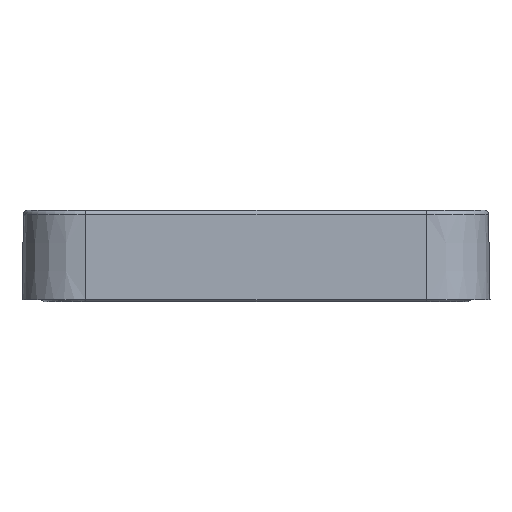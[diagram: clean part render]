
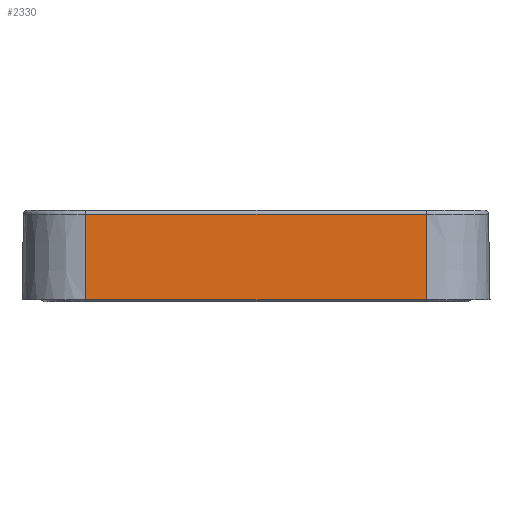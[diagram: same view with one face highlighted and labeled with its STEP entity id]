
A CAD part, left-side view. The second image highlights one B-rep face of the part: STEP entity #2330.
In plain terms, the highlighted planar face has unit normal (-1, 0, 0.018).
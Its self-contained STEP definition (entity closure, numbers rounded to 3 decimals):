
#235 = CARTESIAN_POINT ( 'NONE',  ( -74.93, -19., 4.009 ) ) ;
#347 = VECTOR ( 'NONE', #4155, 1000. ) ;
#459 = PLANE ( 'NONE',  #2052 ) ;
#491 = VERTEX_POINT ( 'NONE', #235 ) ;
#548 = VERTEX_POINT ( 'NONE', #1692 ) ;
#717 = CARTESIAN_POINT ( 'NONE',  ( -75., 19., 0. ) ) ;
#857 = DIRECTION ( 'NONE',  ( 0., -1., 0. ) ) ;
#889 = VERTEX_POINT ( 'NONE', #3293 ) ;
#1387 = DIRECTION ( 'NONE',  ( 0., 1., 0. ) ) ;
#1602 = EDGE_CURVE ( 'NONE', #5347, #889, #6280, .T. ) ;
#1692 = CARTESIAN_POINT ( 'NONE',  ( -75.096, -19., -5.5 ) ) ;
#2052 = AXIS2_PLACEMENT_3D ( 'NONE', #2775, #6779, #3353 ) ;
#2222 = EDGE_CURVE ( 'NONE', #548, #491, #6910, .T. ) ;
#2261 = FACE_OUTER_BOUND ( 'NONE', #5801, .T. ) ;
#2330 = ADVANCED_FACE ( 'NONE', ( #2261 ), #459, .T. ) ;
#2348 = VECTOR ( 'NONE', #857, 1000. ) ;
#2754 = EDGE_CURVE ( 'NONE', #5347, #548, #6905, .T. ) ;
#2775 = CARTESIAN_POINT ( 'NONE',  ( -75., 19., 0. ) ) ;
#3225 = DIRECTION ( 'NONE',  ( 0.017, 0., 1. ) ) ;
#3293 = CARTESIAN_POINT ( 'NONE',  ( -74.93, 19., 4.009 ) ) ;
#3331 = VECTOR ( 'NONE', #3225, 1000. ) ;
#3353 = DIRECTION ( 'NONE',  ( 0.017, 0., 1. ) ) ;
#3687 = CARTESIAN_POINT ( 'NONE',  ( -75.096, 19., -5.5 ) ) ;
#4155 = DIRECTION ( 'NONE',  ( 0.017, 0., 1. ) ) ;
#4469 = ORIENTED_EDGE ( 'NONE', *, *, #1602, .F. ) ;
#4955 = ORIENTED_EDGE ( 'NONE', *, *, #7252, .T. ) ;
#5103 = ORIENTED_EDGE ( 'NONE', *, *, #2754, .T. ) ;
#5347 = VERTEX_POINT ( 'NONE', #3687 ) ;
#5501 = CARTESIAN_POINT ( 'NONE',  ( -75.096, -19., -5.5 ) ) ;
#5707 = LINE ( 'NONE', #6521, #7025 ) ;
#5801 = EDGE_LOOP ( 'NONE', ( #6035, #4955, #4469, #5103 ) ) ;
#6035 = ORIENTED_EDGE ( 'NONE', *, *, #2222, .T. ) ;
#6280 = LINE ( 'NONE', #717, #347 ) ;
#6521 = CARTESIAN_POINT ( 'NONE',  ( -74.93, 19., 4.009 ) ) ;
#6779 = DIRECTION ( 'NONE',  ( -1., 0., 0.017 ) ) ;
#6905 = LINE ( 'NONE', #5501, #2348 ) ;
#6910 = LINE ( 'NONE', #7226, #3331 ) ;
#7025 = VECTOR ( 'NONE', #1387, 1000. ) ;
#7226 = CARTESIAN_POINT ( 'NONE',  ( -75., -19., 0. ) ) ;
#7252 = EDGE_CURVE ( 'NONE', #491, #889, #5707, .T. ) ;
